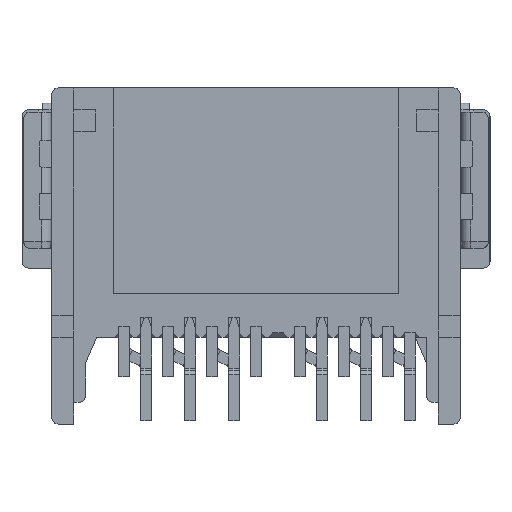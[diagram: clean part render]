
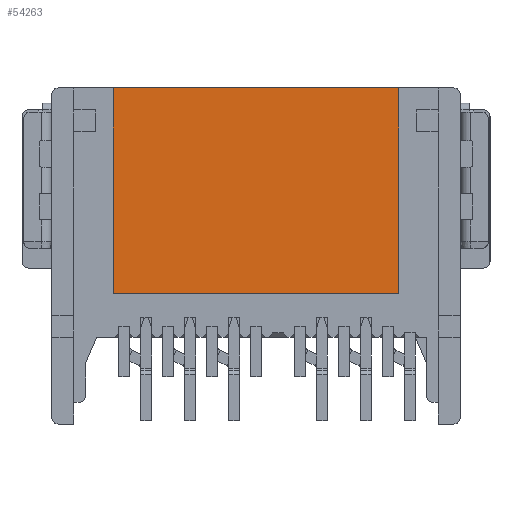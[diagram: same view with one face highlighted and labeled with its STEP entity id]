
A CAD part, front view. The second image highlights one B-rep face of the part: STEP entity #54263.
In plain terms, the highlighted planar face has unit normal (0, -1, 0).
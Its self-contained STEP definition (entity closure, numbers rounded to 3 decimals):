
#406 = CARTESIAN_POINT ( 'NONE',  ( 5.5, -4.75, 0. ) ) ;
#975 = CARTESIAN_POINT ( 'NONE',  ( -7.5, -4.75, -9.35 ) ) ;
#5954 = AXIS2_PLACEMENT_3D ( 'NONE', #64435, #22148, #15990 ) ;
#6083 = DIRECTION ( 'NONE',  ( 1., 0., 0. ) ) ;
#7363 = DIRECTION ( 'NONE',  ( 1., 0., 0. ) ) ;
#10368 = EDGE_CURVE ( 'NONE', #54721, #16349, #43352, .T. ) ;
#12108 = EDGE_CURVE ( 'NONE', #54838, #17903, #46786, .T. ) ;
#15628 = VECTOR ( 'NONE', #7363, 1000. ) ;
#15990 = DIRECTION ( 'NONE',  ( 0., 0., 1. ) ) ;
#16008 = ORIENTED_EDGE ( 'NONE', *, *, #31928, .F. ) ;
#16245 = CARTESIAN_POINT ( 'NONE',  ( -7.5, -4.75, 0. ) ) ;
#16349 = VERTEX_POINT ( 'NONE', #975 ) ;
#17725 = ORIENTED_EDGE ( 'NONE', *, *, #56540, .T. ) ;
#17903 = VERTEX_POINT ( 'NONE', #40262 ) ;
#21133 = PLANE ( 'NONE',  #5954 ) ;
#22148 = DIRECTION ( 'NONE',  ( 0., 1., 0. ) ) ;
#23456 = CARTESIAN_POINT ( 'NONE',  ( 5.5, -4.75, 0. ) ) ;
#23834 = LINE ( 'NONE', #60271, #15628 ) ;
#27548 = CARTESIAN_POINT ( 'NONE',  ( -7.5, -4.75, 0. ) ) ;
#27679 = FACE_OUTER_BOUND ( 'NONE', #33159, .T. ) ;
#29384 = ORIENTED_EDGE ( 'NONE', *, *, #10368, .T. ) ;
#31928 = EDGE_CURVE ( 'NONE', #54721, #54838, #64111, .T. ) ;
#33159 = EDGE_LOOP ( 'NONE', ( #29384, #17725, #55737, #16008 ) ) ;
#38026 = CARTESIAN_POINT ( 'NONE',  ( -7.5, -4.75, 0. ) ) ;
#40262 = CARTESIAN_POINT ( 'NONE',  ( 5.5, -4.75, -9.35 ) ) ;
#42662 = DIRECTION ( 'NONE',  ( 0., 0., -1. ) ) ;
#43352 = LINE ( 'NONE', #27548, #47399 ) ;
#46786 = LINE ( 'NONE', #406, #54184 ) ;
#47399 = VECTOR ( 'NONE', #54353, 1000. ) ;
#54184 = VECTOR ( 'NONE', #42662, 1000. ) ;
#54263 = ADVANCED_FACE ( 'NONE', ( #27679 ), #21133, .F. ) ;
#54353 = DIRECTION ( 'NONE',  ( 0., 0., -1. ) ) ;
#54721 = VERTEX_POINT ( 'NONE', #16245 ) ;
#54838 = VERTEX_POINT ( 'NONE', #23456 ) ;
#55737 = ORIENTED_EDGE ( 'NONE', *, *, #12108, .F. ) ;
#56540 = EDGE_CURVE ( 'NONE', #16349, #17903, #23834, .T. ) ;
#58105 = VECTOR ( 'NONE', #6083, 1000. ) ;
#60271 = CARTESIAN_POINT ( 'NONE',  ( -7.5, -4.75, -9.35 ) ) ;
#64111 = LINE ( 'NONE', #38026, #58105 ) ;
#64435 = CARTESIAN_POINT ( 'NONE',  ( -7.5, -4.75, 0. ) ) ;
